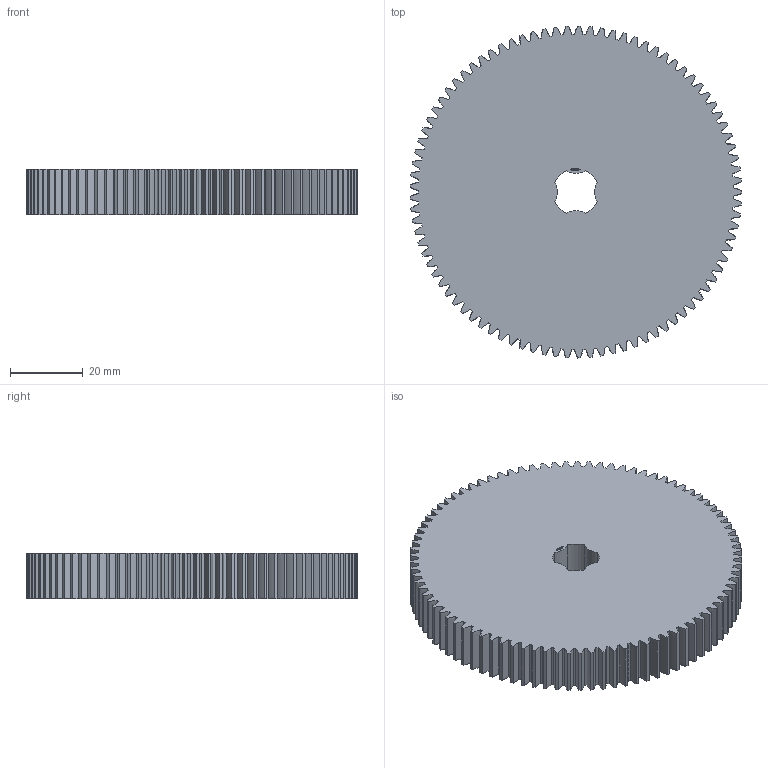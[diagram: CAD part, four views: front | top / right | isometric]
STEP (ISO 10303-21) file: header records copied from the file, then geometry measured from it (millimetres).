
FILE_DESCRIPTION(('FreeCAD Model'),'2;1');
FILE_NAME('Open CASCADE Shape Model','2024-03-11T23:25:58',(''),(''), 'Open CASCADE STEP processor 7.6','FreeCAD','Unknown');
FILE_SCHEMA(('AUTOMOTIVE_DESIGN { 1 0 10303 214 1 1 1 1 }'));
Products named in the file (1): Gear Wheel PLN TTH89 BU01.00 SFT-SHD - SPN-GWH-0336 (stemfie.org)
Bounding box: 90.98 x 91 x 12.5 mm (x, y, z)
Volume: 76147.6 mm3; surface area: 19726.6 mm2
Topology: 1 solids, 1 shells, 880 faces, 2544 edges, 1696 vertices
Faces by surface type: extrusion 552, plane 320, cylinder 8
Entity records: 84719 total; most frequent: CARTESIAN_POINT 31759, DIRECTION 6650, VECTOR 5944, LINE 5392, ORIENTED_EDGE 5088, PCURVE 5088, DEFINITIONAL_REPRESENTATION 5088, B_SPLINE_CURVE_WITH_KNOTS 2760
